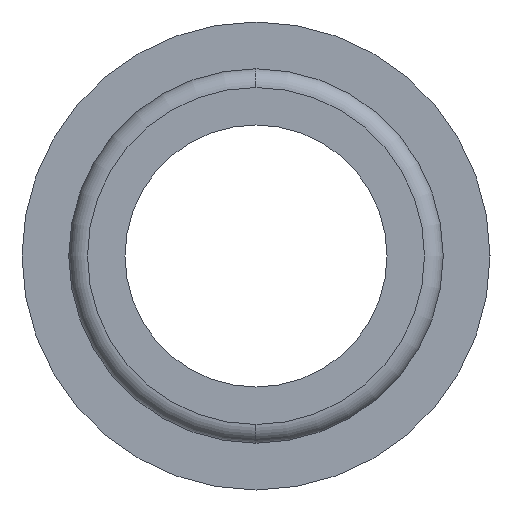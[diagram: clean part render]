
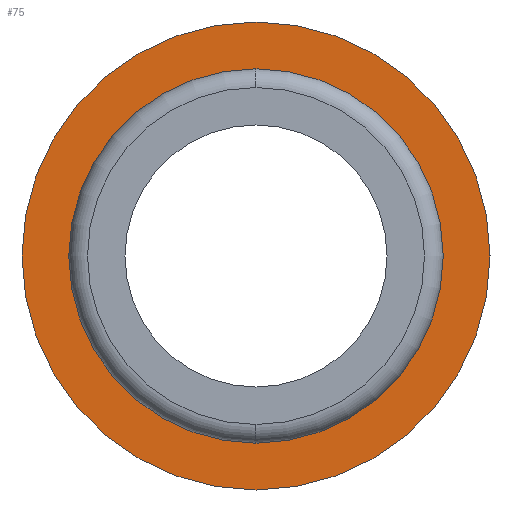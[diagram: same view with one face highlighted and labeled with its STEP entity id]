
A CAD part, left-side view. The second image highlights one B-rep face of the part: STEP entity #75.
In plain terms, the highlighted planar face has unit normal (-1, 0, 0).
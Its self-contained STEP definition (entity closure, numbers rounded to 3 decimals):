
#75=ADVANCED_FACE('',(#151,#152),#153,.T.);
#151=FACE_BOUND('',#245,.T.);
#152=FACE_OUTER_BOUND('',#246,.T.);
#153=PLANE('',#247);
#245=EDGE_LOOP('',(#492,#493));
#246=EDGE_LOOP('',(#494,#495));
#247=AXIS2_PLACEMENT_3D('',#496,#497,#498);
#492=ORIENTED_EDGE('',*,*,#642,.T.);
#493=ORIENTED_EDGE('',*,*,#651,.T.);
#494=ORIENTED_EDGE('',*,*,#606,.F.);
#495=ORIENTED_EDGE('',*,*,#661,.F.);
#496=CARTESIAN_POINT('',(20.0,2.5,0.0));
#497=DIRECTION('',(-1.0,-0.0,0.0));
#498=DIRECTION('',(0.0,-1.0,-0.0));
#606=EDGE_CURVE('',#715,#718,#719,.T.);
#642=EDGE_CURVE('',#779,#783,#785,.T.);
#651=EDGE_CURVE('',#783,#779,#798,.T.);
#661=EDGE_CURVE('',#718,#715,#809,.T.);
#715=VERTEX_POINT('',#875);
#718=VERTEX_POINT('',#879);
#719=CIRCLE('',#880,5.0);
#779=VERTEX_POINT('',#953);
#783=VERTEX_POINT('',#958);
#785=CIRCLE('',#961,4.0);
#798=CIRCLE('',#976,4.0);
#809=CIRCLE('',#987,5.0);
#875=CARTESIAN_POINT('',(20.0,5.0,0.0));
#879=CARTESIAN_POINT('',(20.0,-5.0,0.));
#880=AXIS2_PLACEMENT_3D('',#1042,#1043,#1044);
#953=CARTESIAN_POINT('',(20.0,0.0,-4.0));
#958=CARTESIAN_POINT('',(20.0,0.,4.0));
#961=AXIS2_PLACEMENT_3D('',#1120,#1121,#1122);
#976=AXIS2_PLACEMENT_3D('',#1143,#1144,#1145);
#987=AXIS2_PLACEMENT_3D('',#1173,#1174,#1175);
#1042=CARTESIAN_POINT('',(20.0,0.0,0.0));
#1043=DIRECTION('',(1.0,0.0,0.0));
#1044=DIRECTION('',(0.0,1.0,0.0));
#1120=CARTESIAN_POINT('',(20.0,0.0,0.0));
#1121=DIRECTION('',(1.0,-0.0,0.0));
#1122=DIRECTION('',(0.0,0.0,-1.0));
#1143=CARTESIAN_POINT('',(20.0,0.0,0.0));
#1144=DIRECTION('',(1.0,-0.0,0.0));
#1145=DIRECTION('',(0.0,0.0,-1.0));
#1173=CARTESIAN_POINT('',(20.0,0.0,0.0));
#1174=DIRECTION('',(1.0,0.0,0.0));
#1175=DIRECTION('',(0.0,1.0,0.0));
